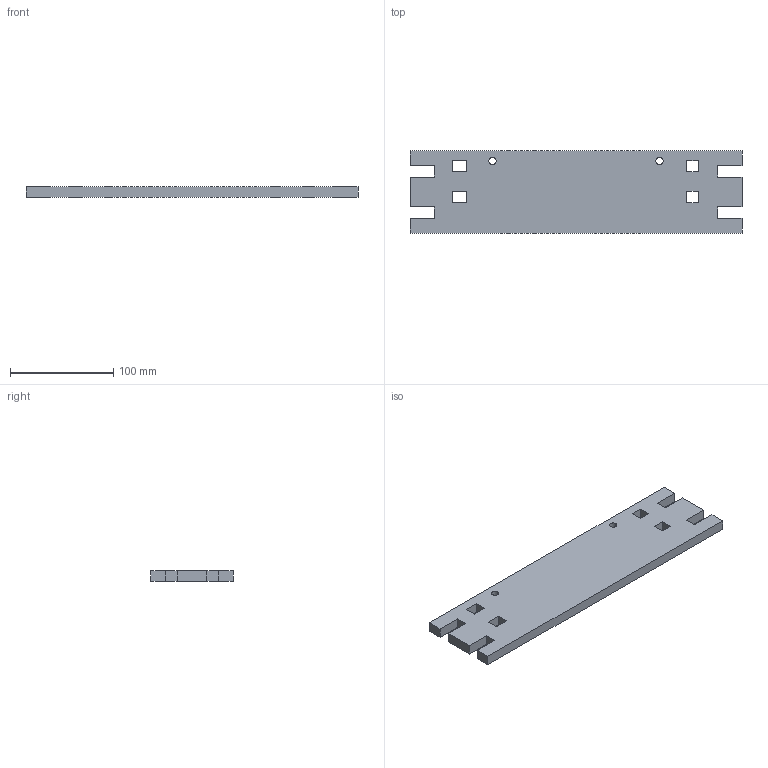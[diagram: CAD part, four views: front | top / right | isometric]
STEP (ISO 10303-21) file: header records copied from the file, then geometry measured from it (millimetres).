
FILE_DESCRIPTION(('STEP AP214'),'1');
FILE_NAME('cctmp_EAE37133-2E48-41F7-BFF8-349AFE12AEC6_2025_03_31_08_28_12_0253..stp','2025-03-31T06:28:12',('SIEMENS A&D'),('CADClick - www.CADClick.com'),'Spatial InterOp 3D',' ','unknown authorization');
FILE_SCHEMA(('AUTOMOTIVE_DESIGN'));
Length unit declared in the file: millimetre
Products named in the file (1): 2025_03_31_08_28_12_0231
Bounding box: 322 x 80 x 10 mm (x, y, z)
Volume: 240990.3 mm3; surface area: 60437.9 mm2
Topology: 1 solids, 1 shells, 42 faces, 120 edges, 80 vertices
Faces by surface type: plane 38, cylinder 4
Entity records: 1736 total; most frequent: CARTESIAN_POINT 243, ORIENTED_EDGE 240, DIRECTION 214, EDGE_CURVE 120, LINE 112, VECTOR 112, VERTEX_POINT 80, EDGE_LOOP 54
